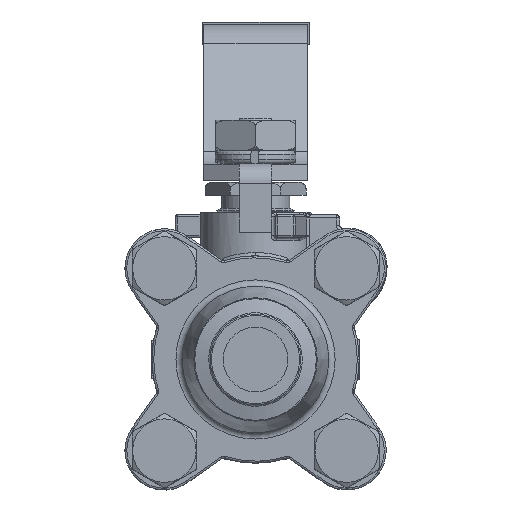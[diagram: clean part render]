
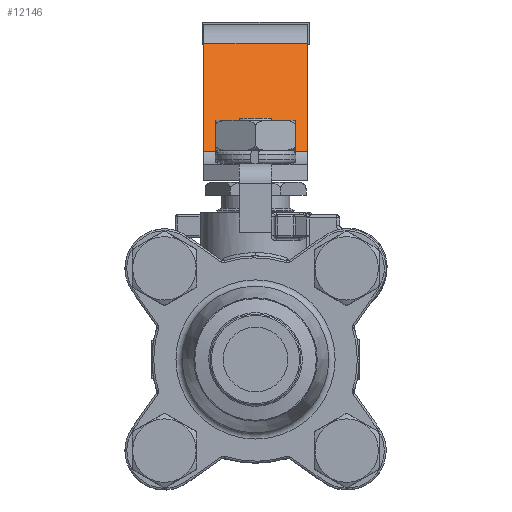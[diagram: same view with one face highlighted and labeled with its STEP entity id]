
A CAD part, front view. The second image highlights one B-rep face of the part: STEP entity #12146.
In plain terms, the highlighted planar face has unit normal (-0.001, -0.788, 0.616).
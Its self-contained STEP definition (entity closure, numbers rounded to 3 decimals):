
#11453=CARTESIAN_POINT('',(-7.992,14.035,32.126));
#11454=VERTEX_POINT('',#11453);
#11462=CARTESIAN_POINT('',(-7.984,27.058,48.794));
#11463=VERTEX_POINT('',#11462);
#11464=CARTESIAN_POINT('',(-7.984,27.058,48.794));
#11465=CARTESIAN_POINT('',(-7.992,14.035,32.126));
#11466=B_SPLINE_CURVE_WITH_KNOTS('',1,(#11464,#11465),.UNSPECIFIED.,.F.,.F.,(2,2),(0.,21.153),.UNSPECIFIED.);
#11467=EDGE_CURVE('',#11463,#11454,#11466,.T.);
#11537=CARTESIAN_POINT('',(8.016,27.049,48.794));
#11538=VERTEX_POINT('',#11537);
#11546=CARTESIAN_POINT('',(8.008,14.026,32.126));
#11547=VERTEX_POINT('',#11546);
#11548=CARTESIAN_POINT('',(8.016,27.049,48.794));
#11549=CARTESIAN_POINT('',(8.008,14.026,32.126));
#11550=B_SPLINE_CURVE_WITH_KNOTS('',1,(#11548,#11549),.UNSPECIFIED.,.F.,.F.,(2,2),(0.,21.153),.UNSPECIFIED.);
#11551=EDGE_CURVE('',#11538,#11547,#11550,.T.);
#12121=CARTESIAN_POINT('',(-7.992,14.035,32.126));
#12122=DIRECTION('',(1.,-0.001,0.));
#12123=VECTOR('',#12122,16.);
#12124=LINE('',#12121,#12123);
#12125=EDGE_CURVE('',#11454,#11547,#12124,.T.);
#12130=CARTESIAN_POINT('',(-7.984,27.058,48.794));
#12131=DIRECTION('',(0.,-0.788,0.616));
#12132=DIRECTION('',(1.,0.,0.001));
#12133=AXIS2_PLACEMENT_3D('',#12130,#12131,#12132);
#12134=PLANE('',#12133);
#12135=ORIENTED_EDGE('',*,*,#11467,.T.);
#12136=ORIENTED_EDGE('',*,*,#12125,.T.);
#12137=ORIENTED_EDGE('',*,*,#11551,.F.);
#12138=CARTESIAN_POINT('',(-7.984,27.058,48.794));
#12139=DIRECTION('',(1.,-0.001,0.));
#12140=VECTOR('',#12139,16.);
#12141=LINE('',#12138,#12140);
#12142=EDGE_CURVE('',#11463,#11538,#12141,.T.);
#12143=ORIENTED_EDGE('',*,*,#12142,.F.);
#12144=EDGE_LOOP('',(#12135,#12136,#12137,#12143));
#12145=FACE_BOUND('',#12144,.T.);
#12146=ADVANCED_FACE('',(#12145),#12134,.T.);
